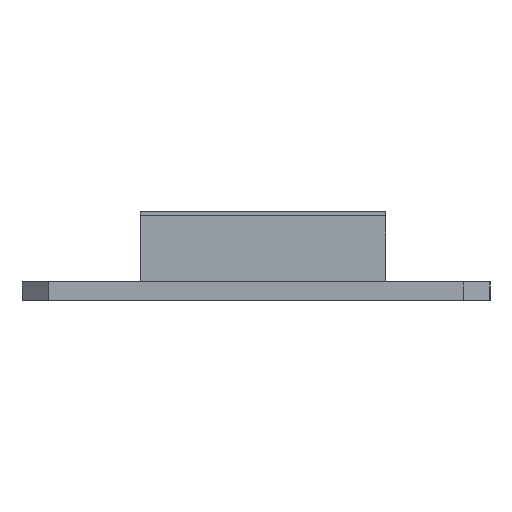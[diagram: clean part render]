
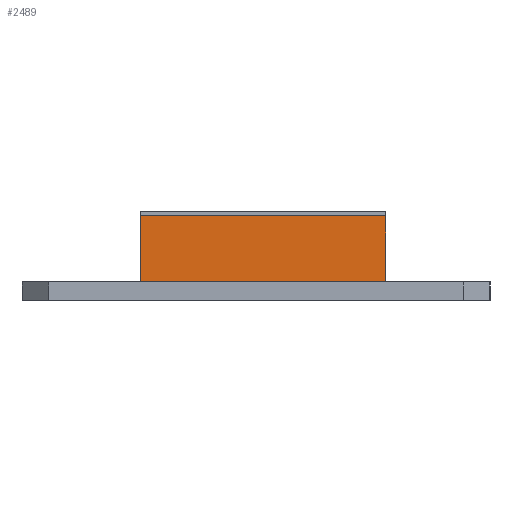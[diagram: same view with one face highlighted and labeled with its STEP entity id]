
A CAD part, front view. The second image highlights one B-rep face of the part: STEP entity #2489.
In plain terms, the highlighted planar face has unit normal (0, -1, 0).
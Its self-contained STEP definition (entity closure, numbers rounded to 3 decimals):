
#119=FACE_OUTER_BOUND('',#253,.T.);
#253=EDGE_LOOP('',(#1858,#1859,#1860,#1861,#1862,#1863,#1864,#1865));
#472=LINE('',#3587,#810);
#474=LINE('',#3592,#812);
#491=LINE('',#3628,#829);
#494=LINE('',#3632,#832);
#501=LINE('',#3644,#839);
#505=LINE('',#3653,#843);
#506=LINE('',#3654,#844);
#507=LINE('',#3655,#845);
#810=VECTOR('',#2911,10.);
#812=VECTOR('',#2915,10.);
#829=VECTOR('',#2940,10.);
#832=VECTOR('',#2945,10.);
#839=VECTOR('',#2956,10.);
#843=VECTOR('',#2964,10.);
#844=VECTOR('',#2965,10.);
#845=VECTOR('',#2966,10.);
#1106=VERTEX_POINT('',#3542);
#1125=VERTEX_POINT('',#3585);
#1126=VERTEX_POINT('',#3589);
#1127=VERTEX_POINT('',#3591);
#1141=VERTEX_POINT('',#3625);
#1142=VERTEX_POINT('',#3627);
#1145=VERTEX_POINT('',#3642);
#1148=VERTEX_POINT('',#3652);
#1386=EDGE_CURVE('',#1106,#1125,#472,.T.);
#1388=EDGE_CURVE('',#1127,#1126,#474,.T.);
#1405=EDGE_CURVE('',#1142,#1141,#491,.T.);
#1408=EDGE_CURVE('',#1125,#1142,#494,.T.);
#1415=EDGE_CURVE('',#1145,#1141,#501,.T.);
#1419=EDGE_CURVE('',#1127,#1148,#505,.T.);
#1420=EDGE_CURVE('',#1106,#1126,#506,.T.);
#1421=EDGE_CURVE('',#1145,#1148,#507,.T.);
#1858=ORIENTED_EDGE('',*,*,#1419,.F.);
#1859=ORIENTED_EDGE('',*,*,#1388,.T.);
#1860=ORIENTED_EDGE('',*,*,#1420,.F.);
#1861=ORIENTED_EDGE('',*,*,#1386,.T.);
#1862=ORIENTED_EDGE('',*,*,#1408,.T.);
#1863=ORIENTED_EDGE('',*,*,#1405,.T.);
#1864=ORIENTED_EDGE('',*,*,#1415,.F.);
#1865=ORIENTED_EDGE('',*,*,#1421,.T.);
#2373=PLANE('',#2633);
#2489=ADVANCED_FACE('',(#119),#2373,.T.);
#2633=AXIS2_PLACEMENT_3D('',#3651,#2962,#2963);
#2911=DIRECTION('',(0.,0.,-1.));
#2915=DIRECTION('',(0.,0.,-1.));
#2940=DIRECTION('',(0.,0.,1.));
#2945=DIRECTION('',(1.,0.,0.));
#2956=DIRECTION('',(-1.,0.,0.));
#2962=DIRECTION('center_axis',(0.,-1.,0.));
#2963=DIRECTION('ref_axis',(1.,0.,0.));
#2964=DIRECTION('',(1.,0.,0.));
#2965=DIRECTION('',(0.,0.,1.));
#2966=DIRECTION('',(0.,0.,1.));
#3542=CARTESIAN_POINT('',(54.506,-73.496,0.999));
#3585=CARTESIAN_POINT('',(54.506,-73.496,0.95));
#3587=CARTESIAN_POINT('',(54.506,-73.496,8.15));
#3589=CARTESIAN_POINT('',(54.506,-73.496,2.999));
#3591=CARTESIAN_POINT('',(54.506,-73.496,10.15));
#3592=CARTESIAN_POINT('',(54.506,-73.496,8.15));
#3625=CARTESIAN_POINT('',(81.002,-73.496,3.9));
#3627=CARTESIAN_POINT('',(81.002,-73.496,0.95));
#3628=CARTESIAN_POINT('',(81.002,-73.496,0.95));
#3632=CARTESIAN_POINT('',(54.506,-73.496,0.95));
#3642=CARTESIAN_POINT('',(81.004,-73.496,3.9));
#3644=CARTESIAN_POINT('',(54.506,-73.496,3.9));
#3651=CARTESIAN_POINT('Origin',(54.506,-73.496,8.15));
#3652=CARTESIAN_POINT('',(81.004,-73.496,10.15));
#3653=CARTESIAN_POINT('',(61.131,-73.496,10.15));
#3654=CARTESIAN_POINT('',(54.506,-73.496,5.575));
#3655=CARTESIAN_POINT('',(81.004,-73.496,8.15));
